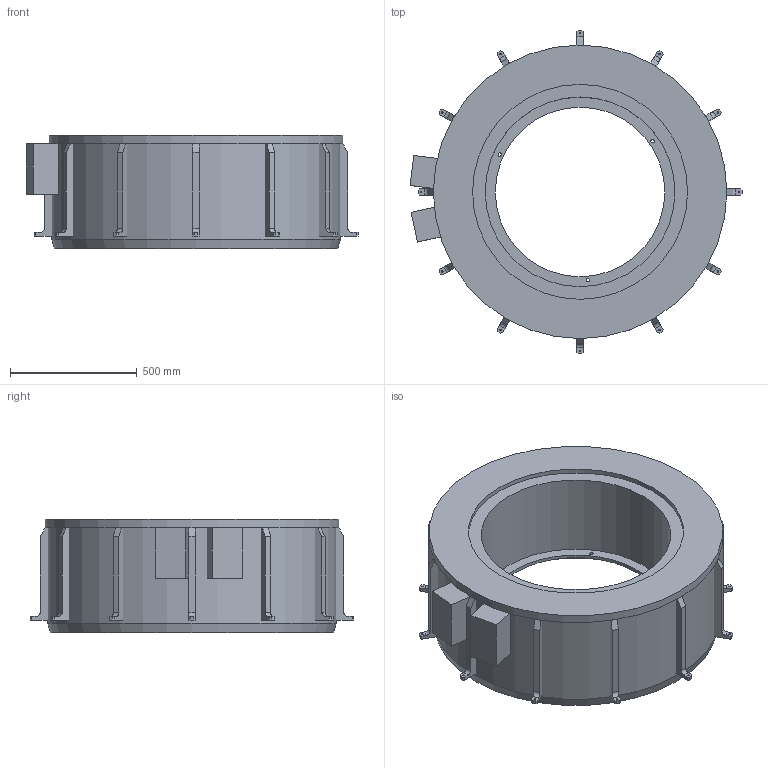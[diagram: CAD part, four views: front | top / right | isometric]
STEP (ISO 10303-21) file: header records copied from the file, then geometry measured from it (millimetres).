
FILE_DESCRIPTION(/* description */ (''),/* implementation_level */ '2;1');
FILE_NAME(/* name */ 'ek_ENVELOPE_PFI_UPPER_ASSY_A1.stp',/* time_stamp */ '2012-10-18T17:35:49-07:00',/* author */ (''),/* organization */ (''),/* preprocessor_version */ 'ST-DEVELOPER v14',/* originating_system */ 'SIEMENS PLM Software NX 8.0',/* authorisation */ '');
FILE_SCHEMA (('AUTOMOTIVE_DESIGN { 1 0 10303 214 3 1 1 1 }'));
Length unit declared in the file: millimetre
Products named in the file (4): ek_PFI_CONNECTOR_BOX_A1; ek_PFS_20121001_CW-OUTSPT0_A1; ek_PFS_asiaa_20121001_RSTAGE0_A1; ek_ENVELOPE_PFI_UPPER_ASSY_A1
Assembly tree (15 placements, depth 2):
  ek_ENVELOPE_PFI_UPPER_ASSY_A1
    ek_PFS_asiaa_20121001_RSTAGE0_A1
    ek_PFS_20121001_CW-OUTSPT0_A1  x12
    ek_PFI_CONNECTOR_BOX_A1  x2
Bounding box: 1312.21 x 1280 x 448.4 mm (x, y, z)
Volume: 256201730.8 mm3; surface area: 5926257.6 mm2
Topology: 16 solids, 16 shells, 207 faces, 535 edges, 375 vertices
Faces by surface type: plane 156, cylinder 50, cone 1
Full cylindrical faces by diameter (mm): 6 x12, 14 x3, 750 x1, 850 x1, 900 x1, 1140 x1, 1160 x1
Entity records: 1971 total; most frequent: DIRECTION 342, CARTESIAN_POINT 303, ORIENTED_EDGE 254, AXIS2_PLACEMENT_3D 131, EDGE_CURVE 127, VERTEX_POINT 91, EDGE_LOOP 88, LINE 80
